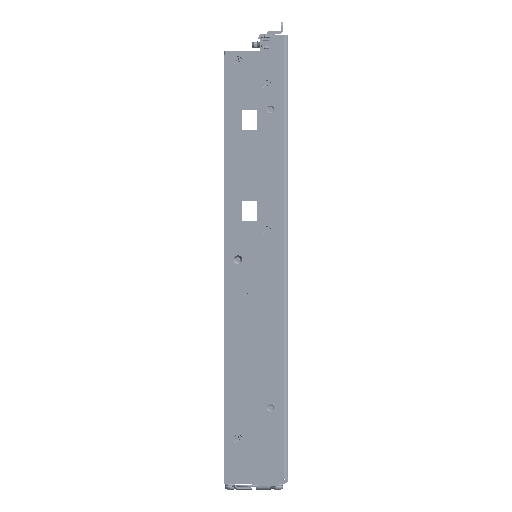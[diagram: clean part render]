
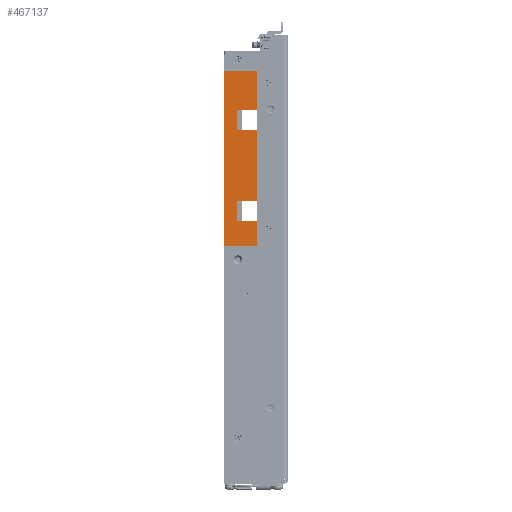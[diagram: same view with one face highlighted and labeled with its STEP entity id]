
A CAD part, left-side view. The second image highlights one B-rep face of the part: STEP entity #467137.
In plain terms, the highlighted planar face has unit normal (-1, 0, 0).
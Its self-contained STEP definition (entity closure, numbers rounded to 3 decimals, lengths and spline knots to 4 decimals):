
#19436 = CARTESIAN_POINT ( 'NONE',  ( -6., 1.7205, -5.6515 ) ) ;
#19444 = FACE_OUTER_BOUND ( 'NONE', #304828, .T. ) ;
#19469 = PLANE ( 'NONE',  #439528 ) ;
#19473 = DIRECTION ( 'NONE',  ( -1., 0., 0. ) ) ;
#19477 = DIRECTION ( 'NONE',  ( 0., 0., 1. ) ) ;
#145406 = VECTOR ( 'NONE', #151089, 39.3701 ) ;
#145429 = VECTOR ( 'NONE', #151128, 39.3701 ) ;
#145435 = VECTOR ( 'NONE', #151165, 39.3701 ) ;
#145439 = VECTOR ( 'NONE', #151240, 39.3701 ) ;
#145451 = VECTOR ( 'NONE', #151201, 39.3701 ) ;
#145478 = VECTOR ( 'NONE', #151280, 39.3701 ) ;
#145493 = VECTOR ( 'NONE', #151332, 39.3701 ) ;
#145497 = VECTOR ( 'NONE', #151368, 39.3701 ) ;
#145524 = VECTOR ( 'NONE', #151408, 39.3701 ) ;
#145533 = VECTOR ( 'NONE', #151446, 39.3701 ) ;
#145549 = VECTOR ( 'NONE', #151468, 39.3701 ) ;
#145566 = VECTOR ( 'NONE', #151491, 39.3701 ) ;
#151077 = LINE ( 'NONE', #151086, #145406 ) ;
#151086 = CARTESIAN_POINT ( 'NONE',  ( -6., 1.7205, -4.9827 ) ) ;
#151089 = DIRECTION ( 'NONE',  ( 0., 1., 0. ) ) ;
#151094 = LINE ( 'NONE', #151125, #145429 ) ;
#151125 = CARTESIAN_POINT ( 'NONE',  ( -6., 0.8465, -5.6515 ) ) ;
#151128 = DIRECTION ( 'NONE',  ( 0., 0., 1. ) ) ;
#151145 = LINE ( 'NONE', #151157, #145435 ) ;
#151157 = CARTESIAN_POINT ( 'NONE',  ( -6., 1.7205, -5.6515 ) ) ;
#151165 = DIRECTION ( 'NONE',  ( 0., -1., 0. ) ) ;
#151191 = LINE ( 'NONE', #151199, #145451 ) ;
#151199 = CARTESIAN_POINT ( 'NONE',  ( -6., 1.7205, -5.6515 ) ) ;
#151201 = DIRECTION ( 'NONE',  ( 0., 0., -1. ) ) ;
#151218 = LINE ( 'NONE', #151278, #145478 ) ;
#151229 = LINE ( 'NONE', #151237, #145439 ) ;
#151237 = CARTESIAN_POINT ( 'NONE',  ( -6., 1.7205, -0.9715 ) ) ;
#151240 = DIRECTION ( 'NONE',  ( 0., 1., 0. ) ) ;
#151278 = CARTESIAN_POINT ( 'NONE',  ( -6., 0.8465, -5.6515 ) ) ;
#151280 = DIRECTION ( 'NONE',  ( 0., 0., 1. ) ) ;
#151317 = LINE ( 'NONE', #151329, #145493 ) ;
#151329 = CARTESIAN_POINT ( 'NONE',  ( -6., 1.7205, -2.0202 ) ) ;
#151332 = DIRECTION ( 'NONE',  ( 0., -1., 0. ) ) ;
#151359 = LINE ( 'NONE', #151366, #145497 ) ;
#151366 = CARTESIAN_POINT ( 'NONE',  ( -6., 1.3665, -5.6515 ) ) ;
#151368 = DIRECTION ( 'NONE',  ( 0., 0., 1. ) ) ;
#151376 = CARTESIAN_POINT ( 'NONE',  ( -6., 1.7205, -2.5577 ) ) ;
#151399 = LINE ( 'NONE', #151376, #145524 ) ;
#151408 = DIRECTION ( 'NONE',  ( 0., 1., 0. ) ) ;
#151410 = LINE ( 'NONE', #151445, #145533 ) ;
#151445 = CARTESIAN_POINT ( 'NONE',  ( -6., 0.8465, -5.6515 ) ) ;
#151446 = DIRECTION ( 'NONE',  ( 0., 0., 1. ) ) ;
#151458 = LINE ( 'NONE', #151467, #145549 ) ;
#151467 = CARTESIAN_POINT ( 'NONE',  ( -6., 1.3665, -5.6515 ) ) ;
#151468 = DIRECTION ( 'NONE',  ( 0., 0., 1. ) ) ;
#151480 = LINE ( 'NONE', #151482, #145566 ) ;
#151482 = CARTESIAN_POINT ( 'NONE',  ( -6., 1.7205, -4.4452 ) ) ;
#151491 = DIRECTION ( 'NONE',  ( 0., -1., 0. ) ) ;
#217337 = VERTEX_POINT ( 'NONE', #297927 ) ;
#217359 = VERTEX_POINT ( 'NONE', #297964 ) ;
#217387 = VERTEX_POINT ( 'NONE', #298009 ) ;
#217389 = VERTEX_POINT ( 'NONE', #298011 ) ;
#217391 = VERTEX_POINT ( 'NONE', #298015 ) ;
#217393 = VERTEX_POINT ( 'NONE', #298018 ) ;
#217395 = VERTEX_POINT ( 'NONE', #298022 ) ;
#217397 = VERTEX_POINT ( 'NONE', #298025 ) ;
#217399 = VERTEX_POINT ( 'NONE', #298027 ) ;
#217401 = VERTEX_POINT ( 'NONE', #298031 ) ;
#217403 = VERTEX_POINT ( 'NONE', #298035 ) ;
#217405 = VERTEX_POINT ( 'NONE', #298039 ) ;
#297927 = CARTESIAN_POINT ( 'NONE',  ( -6., 1.3665, -4.9827 ) ) ;
#297964 = CARTESIAN_POINT ( 'NONE',  ( -6., 1.3665, -4.4452 ) ) ;
#298009 = CARTESIAN_POINT ( 'NONE',  ( -6., 0.8465, -4.4452 ) ) ;
#298011 = CARTESIAN_POINT ( 'NONE',  ( -6., 0.8465, -2.5577 ) ) ;
#298015 = CARTESIAN_POINT ( 'NONE',  ( -6., 1.3665, -2.5577 ) ) ;
#298018 = CARTESIAN_POINT ( 'NONE',  ( -6., 1.3665, -2.0202 ) ) ;
#298022 = CARTESIAN_POINT ( 'NONE',  ( -6., 0.8465, -2.0202 ) ) ;
#298025 = CARTESIAN_POINT ( 'NONE',  ( -6., 0.8465, -0.9715 ) ) ;
#298027 = CARTESIAN_POINT ( 'NONE',  ( -6., 1.7205, -0.9715 ) ) ;
#298031 = CARTESIAN_POINT ( 'NONE',  ( -6., 1.7205, -5.6515 ) ) ;
#298035 = CARTESIAN_POINT ( 'NONE',  ( -6., 0.8465, -5.6515 ) ) ;
#298039 = CARTESIAN_POINT ( 'NONE',  ( -6., 0.8465, -4.9827 ) ) ;
#304828 = EDGE_LOOP ( 'NONE', ( #413712, #413719, #413725, #413732, #413740, #413746, #413752, #413758, #413765, #413772, #413779, #413784 ) ) ;
#408637 = EDGE_CURVE ( 'NONE', #217405, #217337, #151077, .T. ) ;
#408653 = EDGE_CURVE ( 'NONE', #217403, #217405, #151094, .T. ) ;
#408671 = EDGE_CURVE ( 'NONE', #217401, #217403, #151145, .T. ) ;
#408688 = EDGE_CURVE ( 'NONE', #217399, #217401, #151191, .T. ) ;
#408705 = EDGE_CURVE ( 'NONE', #217397, #217399, #151229, .T. ) ;
#408721 = EDGE_CURVE ( 'NONE', #217395, #217397, #151218, .T. ) ;
#408743 = EDGE_CURVE ( 'NONE', #217393, #217395, #151317, .T. ) ;
#408760 = EDGE_CURVE ( 'NONE', #217391, #217393, #151359, .T. ) ;
#408779 = EDGE_CURVE ( 'NONE', #217389, #217391, #151399, .T. ) ;
#408795 = EDGE_CURVE ( 'NONE', #217387, #217389, #151410, .T. ) ;
#408810 = EDGE_CURVE ( 'NONE', #217337, #217359, #151458, .T. ) ;
#408828 = EDGE_CURVE ( 'NONE', #217359, #217387, #151480, .T. ) ;
#413712 = ORIENTED_EDGE ( 'NONE', *, *, #408810, .T. ) ;
#413719 = ORIENTED_EDGE ( 'NONE', *, *, #408828, .T. ) ;
#413725 = ORIENTED_EDGE ( 'NONE', *, *, #408795, .T. ) ;
#413732 = ORIENTED_EDGE ( 'NONE', *, *, #408779, .T. ) ;
#413740 = ORIENTED_EDGE ( 'NONE', *, *, #408760, .T. ) ;
#413746 = ORIENTED_EDGE ( 'NONE', *, *, #408743, .T. ) ;
#413752 = ORIENTED_EDGE ( 'NONE', *, *, #408721, .T. ) ;
#413758 = ORIENTED_EDGE ( 'NONE', *, *, #408705, .T. ) ;
#413765 = ORIENTED_EDGE ( 'NONE', *, *, #408688, .T. ) ;
#413772 = ORIENTED_EDGE ( 'NONE', *, *, #408671, .T. ) ;
#413779 = ORIENTED_EDGE ( 'NONE', *, *, #408653, .T. ) ;
#413784 = ORIENTED_EDGE ( 'NONE', *, *, #408637, .T. ) ;
#439528 = AXIS2_PLACEMENT_3D ( 'NONE', #19436, #19473, #19477 ) ;
#467137 = ADVANCED_FACE ( 'NONE', ( #19444 ), #19469, .T. ) ;
